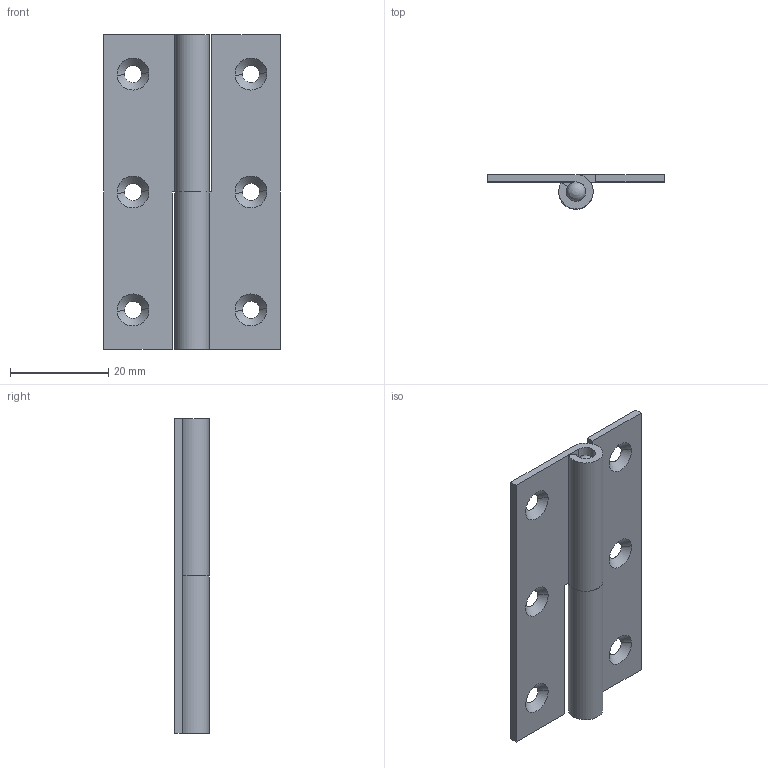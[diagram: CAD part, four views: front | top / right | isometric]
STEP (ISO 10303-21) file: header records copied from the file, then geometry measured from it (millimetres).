
FILE_DESCRIPTION((''),'2;1');
FILE_NAME('','2005-04-20T10:12:13',(''),(''),'','CADfix','');
FILE_SCHEMA(('AUTOMOTIVE_DESIGN'));
Length unit declared in the file: millimetre
Products named in the file (4): shaft; hinge piece_B; hinge piece_A; TH_77SUS_2R_16360_36
Assembly tree (3 placements, depth 2):
  TH_77SUS_2R_16360_36
    shaft
    hinge piece_B
    hinge piece_A
Bounding box: 36 x 7 x 64 mm (x, y, z)
Volume: 5070.9 mm3; surface area: 7285.4 mm2
Topology: 3 solids, 3 shells, 36 faces, 118 edges, 88 vertices
Faces by surface type: bspline 36
Entity records: 1538 total; most frequent: CARTESIAN_POINT 786, ORIENTED_EDGE 236, EDGE_CURVE 118, VERTEX_POINT 88, QUASI_UNIFORM_CURVE 54, EDGE_LOOP 48, FACE_OUTER_BOUND 36, ADVANCED_FACE 36
